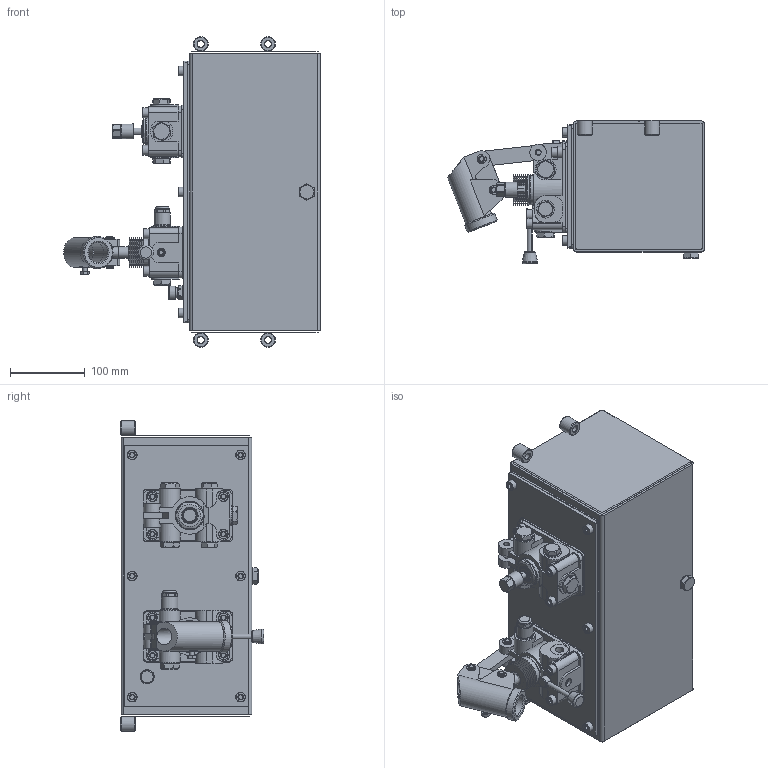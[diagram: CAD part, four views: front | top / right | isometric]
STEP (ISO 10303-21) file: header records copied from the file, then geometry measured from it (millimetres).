
FILE_DESCRIPTION(/* description */ ('Unknown'),/* implementation_level */ '2;1');
FILE_NAME(/* name */ 'ZES---DE--',/* time_stamp */ '2024-11-28T16:50:03+01:00',/* author */ ('Unknown'),/* organization */ ('Unknown'),/* preprocessor_version */ 'ST-DEVELOPER v19.4',/* originating_system */ 'Solid Edge',/* authorisation */ 'Unknown');
FILE_SCHEMA (('AUTOMOTIVE_DESIGN {1 0 10303 214 3 1 1}'));
Length unit declared in the file: millimetre
Products named in the file (1): ZES---DE--
Bounding box: 343.54 x 192 x 416 mm (x, y, z)
Volume: 19771.1 mm3; surface area: 544996.9 mm2
Topology: 4 solids, 82 shells, 759 faces, 2192 edges, 1530 vertices
Faces by surface type: plane 435, cylinder 199, cone 83, torus 40, bspline 2
Full cylindrical faces by diameter (mm): 6 x4, 7.8 x6, 8 x2, 9 x4, 10 x3, 11 x2, 11.445 x2, 13 x14, 13.5 x1, 15 x1, 15.3 x1, 15.8 x1, 16 x1, 17 x1, 18 x3, 19 x4, 20 x7, 22 x6, 23 x5, 24 x3, 27.5 x2, 28 x4, 29 x2, 37.8 x1, 38 x1, 38.5 x1, 41 x1, 43 x1
Entity records: 25457 total; most frequent: CARTESIAN_POINT 5327, DIRECTION 3988, ORIENTED_EDGE 3294, EDGE_CURVE 1918, AXIS2_PLACEMENT_3D 1518, VERTEX_POINT 1463, FACE_BOUND 1108, EDGE_LOOP 1107
